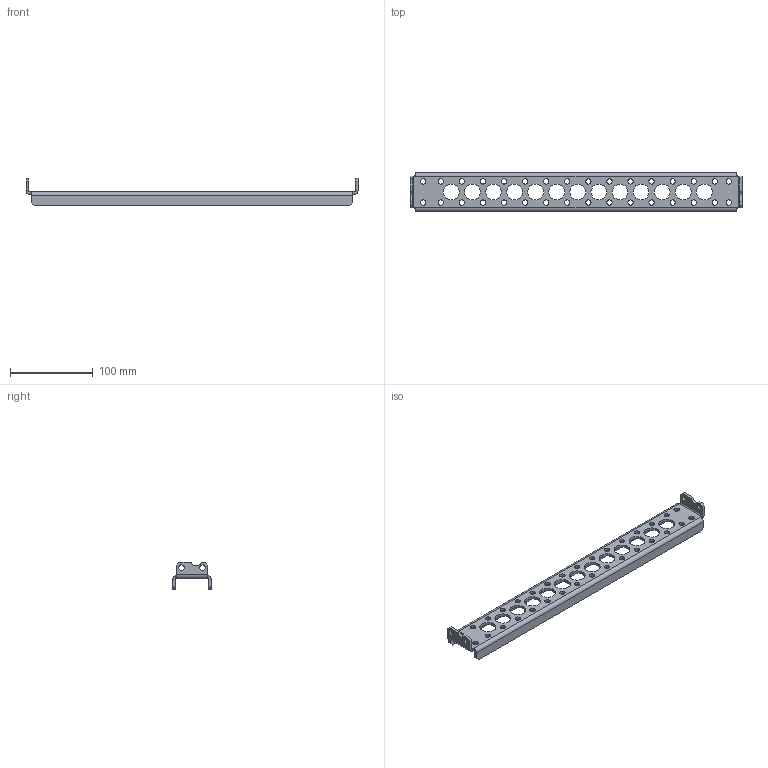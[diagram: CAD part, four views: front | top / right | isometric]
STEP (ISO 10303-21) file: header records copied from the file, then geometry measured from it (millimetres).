
FILE_DESCRIPTION (( 'STEP AP203' ), '1' );
FILE_NAME ('217-2593-020 Rev3.STEP', '2013-01-10T20:53:48', ( '' ), ( '' ), 'SwSTEP 2.0', 'SolidWorks 2012', '' );
FILE_SCHEMA (( 'CONFIG_CONTROL_DESIGN' ));
Length unit declared in the file: inch
Products named in the file (1): 217-2593-020 Rev3
Bounding box: 400.05 x 46.89 x 32.64 mm (x, y, z)
Volume: 76771.1 mm3; surface area: 56288.5 mm2
Topology: 1 solids, 1 shells, 152 faces, 418 edges, 268 vertices
Faces by surface type: cylinder 108, plane 40, bspline 4
Entity records: 5445 total; most frequent: CARTESIAN_POINT 1135, DIRECTION 924, ORIENTED_EDGE 836, EDGE_CURVE 418, AXIS2_PLACEMENT_3D 365, VERTEX_POINT 268, EDGE_LOOP 250, CIRCLE 216
